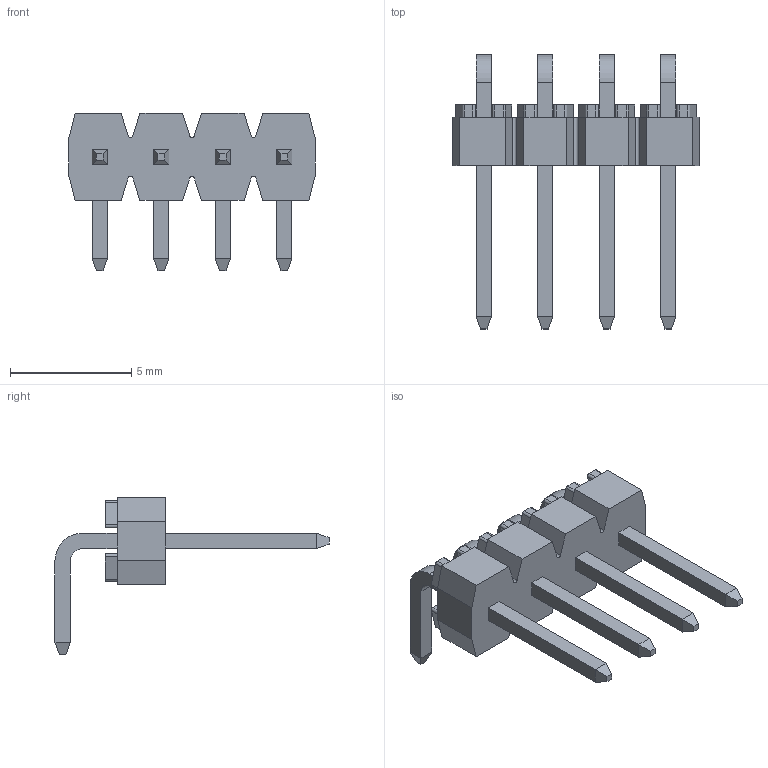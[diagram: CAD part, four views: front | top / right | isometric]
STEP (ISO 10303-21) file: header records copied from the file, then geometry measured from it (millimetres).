
FILE_DESCRIPTION((''),'2;1');
FILE_NAME('901210124','2013-07-17T',('me'),(''),'PRO/ENGINEER BY PARAMETRIC TECHNOLOGY CORPORATION, 2011490','PRO/ENGINEER BY PARAMETRIC TECHNOLOGY CORPORATION, 2011490','');
FILE_SCHEMA(('CONFIG_CONTROL_DESIGN'));
Length unit declared in the file: millimetre
Products named in the file (1): 901210124
Bounding box: 10.16 x 11.32 x 6.5 mm (x, y, z)
Volume: 92.4 mm3; surface area: 293.7 mm2
Topology: 1 solids, 1 shells, 266 faces, 688 edges, 448 vertices
Faces by surface type: plane 188, cylinder 78
Entity records: 8090 total; most frequent: CARTESIAN_POINT 1402, DIRECTION 1376, ORIENTED_EDGE 1376, EDGE_CURVE 688, VECTOR 532, LINE 532, VERTEX_POINT 448, AXIS2_PLACEMENT_3D 422
